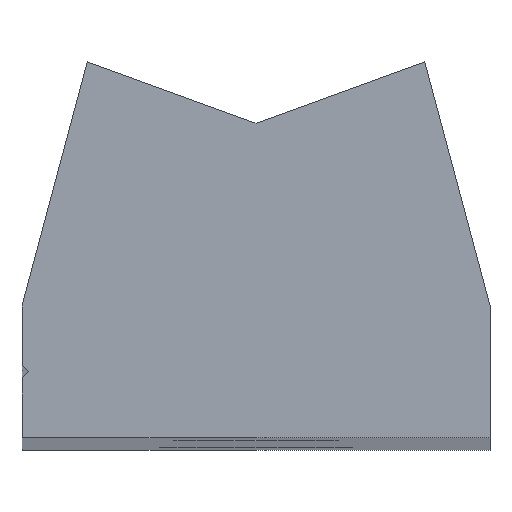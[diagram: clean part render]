
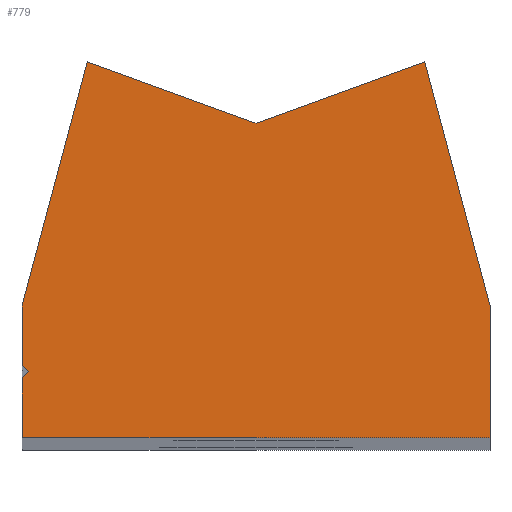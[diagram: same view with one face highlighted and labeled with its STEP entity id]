
A CAD part, top view. The second image highlights one B-rep face of the part: STEP entity #779.
In plain terms, the highlighted planar face has unit normal (0, 0, 1).
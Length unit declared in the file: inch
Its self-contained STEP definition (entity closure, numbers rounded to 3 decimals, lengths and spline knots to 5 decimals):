
#11 = CARTESIAN_POINT ( 'NONE',  ( -0.39, 0.0995, 0. ) ) ;
#13 = VECTOR ( 'NONE', #131, 39.37008 ) ;
#16 = EDGE_CURVE ( 'NONE', #410, #602, #353, .T. ) ;
#25 = CARTESIAN_POINT ( 'NONE',  ( -0.38, 0.1095, 0. ) ) ;
#27 = LINE ( 'NONE', #246, #865 ) ;
#32 = DIRECTION ( 'NONE',  ( 0., -1., 0. ) ) ;
#49 = ORIENTED_EDGE ( 'NONE', *, *, #785, .T. ) ;
#50 = VERTEX_POINT ( 'NONE', #11 ) ;
#77 = VECTOR ( 'NONE', #128, 39.37008 ) ;
#80 = LINE ( 'NONE', #151, #479 ) ;
#82 = DIRECTION ( 'NONE',  ( -0.259, -0.966, 0. ) ) ;
#106 = CARTESIAN_POINT ( 'NONE',  ( 0.281, 0.626, 0. ) ) ;
#110 = ORIENTED_EDGE ( 'NONE', *, *, #356, .T. ) ;
#114 = CARTESIAN_POINT ( 'NONE',  ( -0.39, 0.21921, 0. ) ) ;
#128 = DIRECTION ( 'NONE',  ( -0.94, 0.342, 0. ) ) ;
#131 = DIRECTION ( 'NONE',  ( 1., 0., 0. ) ) ;
#144 = LINE ( 'NONE', #150, #740 ) ;
#150 = CARTESIAN_POINT ( 'NONE',  ( -0.39, 0.0995, 0. ) ) ;
#151 = CARTESIAN_POINT ( 'NONE',  ( 0.281, 0.626, 0. ) ) ;
#182 = LINE ( 'NONE', #239, #315 ) ;
#190 = CARTESIAN_POINT ( 'NONE',  ( 0.39, 0.21921, 0. ) ) ;
#200 = LINE ( 'NONE', #877, #77 ) ;
#202 = EDGE_CURVE ( 'NONE', #664, #50, #535, .T. ) ;
#223 = DIRECTION ( 'NONE',  ( 0., -1., 0. ) ) ;
#239 = CARTESIAN_POINT ( 'NONE',  ( 0.39, 0., 0. ) ) ;
#246 = CARTESIAN_POINT ( 'NONE',  ( 0.39, 0.21921, 0. ) ) ;
#257 = LINE ( 'NONE', #754, #648 ) ;
#268 = CARTESIAN_POINT ( 'NONE',  ( -2.5, 0., 0. ) ) ;
#298 = VECTOR ( 'NONE', #32, 39.37008 ) ;
#306 = DIRECTION ( 'NONE',  ( -0.259, 0.966, 0. ) ) ;
#315 = VECTOR ( 'NONE', #747, 39.37008 ) ;
#317 = VECTOR ( 'NONE', #796, 39.37008 ) ;
#325 = DIRECTION ( 'NONE',  ( -0.707, -0.707, 0. ) ) ;
#326 = VERTEX_POINT ( 'NONE', #874 ) ;
#336 = VERTEX_POINT ( 'NONE', #751 ) ;
#339 = EDGE_CURVE ( 'NONE', #405, #669, #27, .T. ) ;
#353 = LINE ( 'NONE', #268, #13 ) ;
#356 = EDGE_CURVE ( 'NONE', #602, #405, #182, .T. ) ;
#365 = EDGE_CURVE ( 'NONE', #326, #336, #521, .T. ) ;
#386 = CARTESIAN_POINT ( 'NONE',  ( -0.38, 0.1095, 0. ) ) ;
#389 = CARTESIAN_POINT ( 'NONE',  ( -0.281, 0.626, 0. ) ) ;
#396 = CARTESIAN_POINT ( 'NONE',  ( 0., 0.52372, 0. ) ) ;
#400 = ORIENTED_EDGE ( 'NONE', *, *, #202, .T. ) ;
#405 = VERTEX_POINT ( 'NONE', #190 ) ;
#410 = VERTEX_POINT ( 'NONE', #621 ) ;
#419 = ORIENTED_EDGE ( 'NONE', *, *, #850, .T. ) ;
#423 = DIRECTION ( 'NONE',  ( -0.94, -0.342, 0. ) ) ;
#437 = CARTESIAN_POINT ( 'NONE',  ( 0.39, 0., 0. ) ) ;
#441 = CARTESIAN_POINT ( 'NONE',  ( -0.39, 0.1195, 0. ) ) ;
#479 = VECTOR ( 'NONE', #423, 39.37008 ) ;
#481 = DIRECTION ( 'NONE',  ( 1., 0., 0. ) ) ;
#515 = EDGE_CURVE ( 'NONE', #669, #550, #80, .T. ) ;
#521 = LINE ( 'NONE', #114, #298 ) ;
#524 = PLANE ( 'NONE',  #563 ) ;
#535 = LINE ( 'NONE', #386, #882 ) ;
#550 = VERTEX_POINT ( 'NONE', #396 ) ;
#563 = AXIS2_PLACEMENT_3D ( 'NONE', #619, #830, #481 ) ;
#585 = EDGE_CURVE ( 'NONE', #50, #410, #144, .T. ) ;
#592 = LINE ( 'NONE', #441, #317 ) ;
#602 = VERTEX_POINT ( 'NONE', #437 ) ;
#611 = ORIENTED_EDGE ( 'NONE', *, *, #16, .T. ) ;
#619 = CARTESIAN_POINT ( 'NONE',  ( 0., 0., 0. ) ) ;
#621 = CARTESIAN_POINT ( 'NONE',  ( -0.39, 0., 0. ) ) ;
#648 = VECTOR ( 'NONE', #82, 39.37008 ) ;
#664 = VERTEX_POINT ( 'NONE', #25 ) ;
#669 = VERTEX_POINT ( 'NONE', #106 ) ;
#682 = VERTEX_POINT ( 'NONE', #389 ) ;
#704 = ORIENTED_EDGE ( 'NONE', *, *, #365, .T. ) ;
#710 = EDGE_CURVE ( 'NONE', #336, #664, #592, .T. ) ;
#740 = VECTOR ( 'NONE', #223, 39.37008 ) ;
#744 = FACE_OUTER_BOUND ( 'NONE', #872, .T. ) ;
#747 = DIRECTION ( 'NONE',  ( 0., 1., 0. ) ) ;
#751 = CARTESIAN_POINT ( 'NONE',  ( -0.39, 0.1195, 0. ) ) ;
#754 = CARTESIAN_POINT ( 'NONE',  ( -0.281, 0.626, 0. ) ) ;
#773 = ORIENTED_EDGE ( 'NONE', *, *, #515, .T. ) ;
#779 = ADVANCED_FACE ( 'NONE', ( #744 ), #524, .T. ) ;
#785 = EDGE_CURVE ( 'NONE', #550, #682, #200, .T. ) ;
#794 = ORIENTED_EDGE ( 'NONE', *, *, #710, .T. ) ;
#796 = DIRECTION ( 'NONE',  ( 0.707, -0.707, 0. ) ) ;
#830 = DIRECTION ( 'NONE',  ( 0., 0., 1. ) ) ;
#850 = EDGE_CURVE ( 'NONE', #682, #326, #257, .T. ) ;
#865 = VECTOR ( 'NONE', #306, 39.37008 ) ;
#872 = EDGE_LOOP ( 'NONE', ( #704, #794, #400, #875, #611, #110, #908, #773, #49, #419 ) ) ;
#874 = CARTESIAN_POINT ( 'NONE',  ( -0.39, 0.21921, 0. ) ) ;
#875 = ORIENTED_EDGE ( 'NONE', *, *, #585, .T. ) ;
#877 = CARTESIAN_POINT ( 'NONE',  ( 0., 0.52372, 0. ) ) ;
#882 = VECTOR ( 'NONE', #325, 39.37008 ) ;
#908 = ORIENTED_EDGE ( 'NONE', *, *, #339, .T. ) ;
